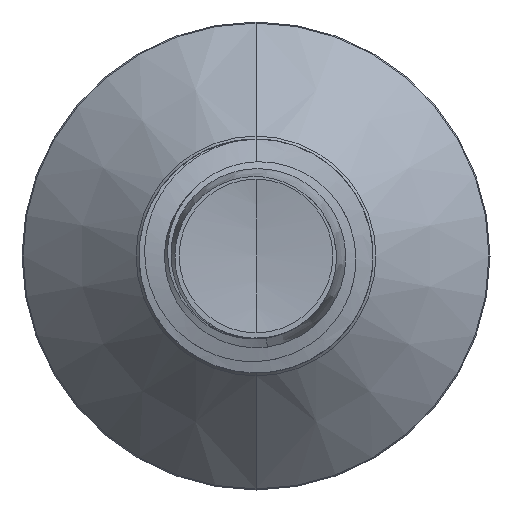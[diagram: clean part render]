
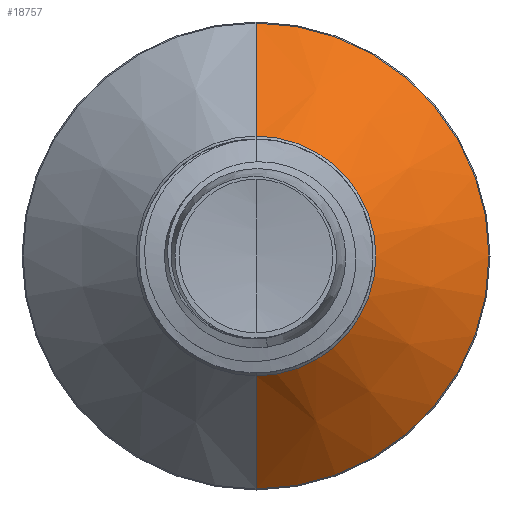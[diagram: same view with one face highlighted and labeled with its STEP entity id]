
A CAD part, front view. The second image highlights one B-rep face of the part: STEP entity #18757.
In plain terms, the highlighted conical face has half-angle 45 degrees and reference radius 2.563 mm.
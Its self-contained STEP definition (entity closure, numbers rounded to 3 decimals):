
#307 = EDGE_CURVE ( 'NONE', #13088, #11012, #9698, .T. ) ;
#1473 = CARTESIAN_POINT ( 'NONE',  ( 0., 10.813, 0. ) ) ;
#2054 = DIRECTION ( 'NONE',  ( 0., 1., 0. ) ) ;
#2290 = CARTESIAN_POINT ( 'NONE',  ( 0., 13.228, 0. ) ) ;
#2733 = EDGE_CURVE ( 'NONE', #11012, #10754, #4024, .T. ) ;
#2770 = CARTESIAN_POINT ( 'NONE',  ( 0., 13.228, 4.978 ) ) ;
#3292 = DIRECTION ( 'NONE',  ( 0., 0., 1. ) ) ;
#3898 = ORIENTED_EDGE ( 'NONE', *, *, #307, .F. ) ;
#4024 = CIRCLE ( 'NONE', #15049, 4.978 ) ;
#4877 = CARTESIAN_POINT ( 'NONE',  ( 0., 10.813, 2.563 ) ) ;
#4904 = CARTESIAN_POINT ( 'NONE',  ( 0., 10.813, 2.563 ) ) ;
#4999 = CARTESIAN_POINT ( 'NONE',  ( 0., 10.813, -2.563 ) ) ;
#6329 = CARTESIAN_POINT ( 'NONE',  ( 0., 10.813, 0. ) ) ;
#6365 = DIRECTION ( 'NONE',  ( 0., 0.707, 0.707 ) ) ;
#7384 = VERTEX_POINT ( 'NONE', #12521 ) ;
#9321 = AXIS2_PLACEMENT_3D ( 'NONE', #6329, #17156, #20680 ) ;
#9698 = LINE ( 'NONE', #4877, #14508 ) ;
#9879 = VECTOR ( 'NONE', #23198, 1000. ) ;
#10542 = ORIENTED_EDGE ( 'NONE', *, *, #2733, .F. ) ;
#10754 = VERTEX_POINT ( 'NONE', #11660 ) ;
#11012 = VERTEX_POINT ( 'NONE', #2770 ) ;
#11054 = ORIENTED_EDGE ( 'NONE', *, *, #16252, .T. ) ;
#11660 = CARTESIAN_POINT ( 'NONE',  ( 0., 13.228, -4.978 ) ) ;
#12206 = AXIS2_PLACEMENT_3D ( 'NONE', #1473, #14146, #3292 ) ;
#12521 = CARTESIAN_POINT ( 'NONE',  ( 0., 10.813, -2.563 ) ) ;
#13088 = VERTEX_POINT ( 'NONE', #4904 ) ;
#13375 = DIRECTION ( 'NONE',  ( 0., 0., 1. ) ) ;
#14146 = DIRECTION ( 'NONE',  ( 0., 1., 0. ) ) ;
#14508 = VECTOR ( 'NONE', #6365, 1000. ) ;
#15049 = AXIS2_PLACEMENT_3D ( 'NONE', #2290, #2054, #13375 ) ;
#16252 = EDGE_CURVE ( 'NONE', #13088, #7384, #23138, .T. ) ;
#16379 = CONICAL_SURFACE ( 'NONE', #9321, 2.563, 0.785 ) ;
#16937 = FACE_OUTER_BOUND ( 'NONE', #17014, .T. ) ;
#17014 = EDGE_LOOP ( 'NONE', ( #11054, #19439, #10542, #3898 ) ) ;
#17156 = DIRECTION ( 'NONE',  ( 0., 1., 0. ) ) ;
#18757 = ADVANCED_FACE ( 'NONE', ( #16937 ), #16379, .T. ) ;
#19439 = ORIENTED_EDGE ( 'NONE', *, *, #19665, .T. ) ;
#19665 = EDGE_CURVE ( 'NONE', #7384, #10754, #20006, .T. ) ;
#20006 = LINE ( 'NONE', #4999, #9879 ) ;
#20680 = DIRECTION ( 'NONE',  ( 0., 0., 1. ) ) ;
#23138 = CIRCLE ( 'NONE', #12206, 2.563 ) ;
#23198 = DIRECTION ( 'NONE',  ( 0., 0.707, -0.707 ) ) ;
